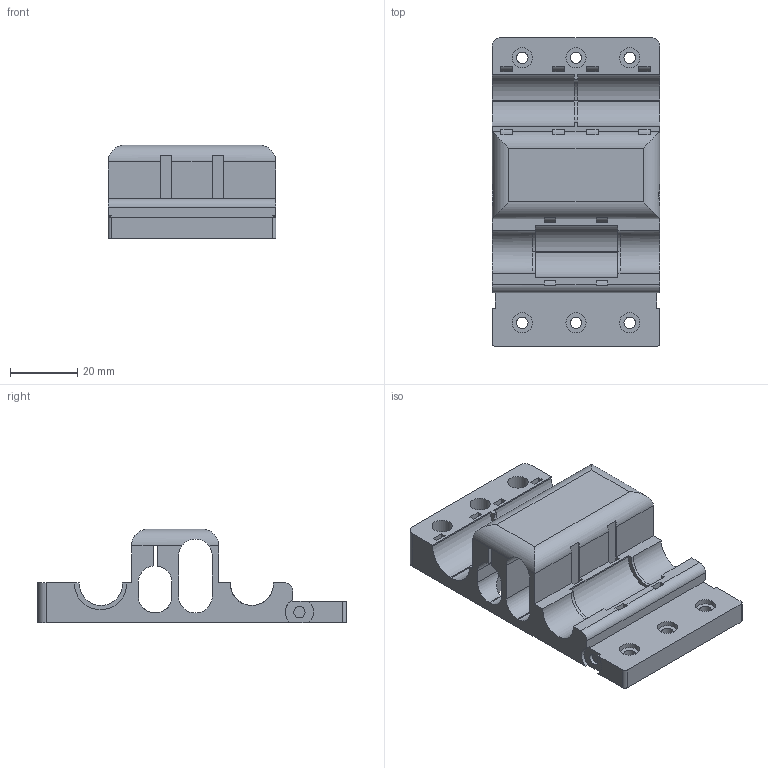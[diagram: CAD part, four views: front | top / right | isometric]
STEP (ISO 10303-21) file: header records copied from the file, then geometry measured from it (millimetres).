
FILE_DESCRIPTION(('FreeCAD Model'),'2;1');
FILE_NAME('ARBL_SmallBody_Rear_BeltFixing.step','2019-06-23T17:33:48',('Author'),(''), 'Open CASCADE STEP processor 7.2','FreeCAD','Unknown');
FILE_SCHEMA(('AUTOMOTIVE_DESIGN { 1 0 10303 214 1 1 1 1 }'));
Products named in the file (1): EXPORT_ARBL_SmallBody_Rear_BeltFixing
Bounding box: 50 x 92 x 28 mm (x, y, z)
Volume: 40912 mm3; surface area: 22638.1 mm2
Topology: 1 solids, 1 shells, 879 faces, 2650 edges, 1768 vertices
Faces by surface type: plane 801, cylinder 78
Full cylindrical faces by diameter (mm): 3.4 x8, 6 x6
Entity records: 69043 total; most frequent: CARTESIAN_POINT 17338, DIRECTION 9494, ORIENTED_EDGE 5300, PCURVE 5300, DEFINITIONAL_REPRESENTATION 5300, LINE 5282, VECTOR 5282, EDGE_CURVE 2650
